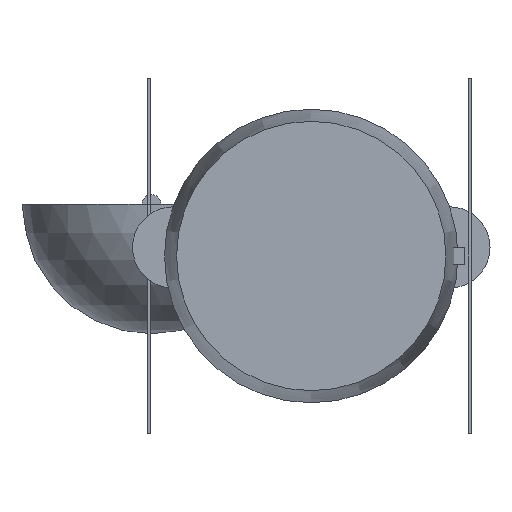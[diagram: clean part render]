
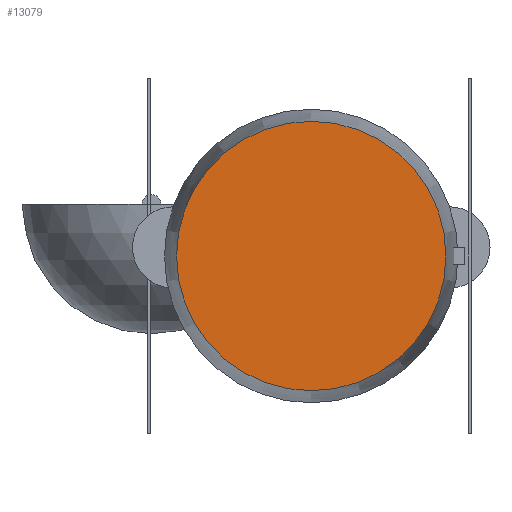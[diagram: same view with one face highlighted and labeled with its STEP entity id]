
A CAD part, left-side view. The second image highlights one B-rep face of the part: STEP entity #13079.
In plain terms, the highlighted planar face has unit normal (-1, 0, 0).
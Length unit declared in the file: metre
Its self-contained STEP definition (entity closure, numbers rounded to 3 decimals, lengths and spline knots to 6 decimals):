
#13001 = CONICAL_SURFACE('',#13002,1560.,0.067);
#13002 = AXIS2_PLACEMENT_3D('',#13003,#13004,#13005);
#13003 = CARTESIAN_POINT('',(-3873.,0.,0.));
#13004 = DIRECTION('',(1.,0.,0.));
#13005 = DIRECTION('',(0.,0.,-1.));
#13026 = VERTEX_POINT('',#13027);
#13027 = CARTESIAN_POINT('',(-3873.,0.,-1560.));
#13048 = EDGE_CURVE('',#13026,#13026,#13049,.T.);
#13049 = SURFACE_CURVE('',#13050,(#13055,#13062),.PCURVE_S1.);
#13050 = CIRCLE('',#13051,1560.);
#13051 = AXIS2_PLACEMENT_3D('',#13052,#13053,#13054);
#13052 = CARTESIAN_POINT('',(-3873.,0.,0.));
#13053 = DIRECTION('',(1.,-0.,0.));
#13054 = DIRECTION('',(0.,0.,-1.));
#13055 = PCURVE('',#13001,#13056);
#13056 = DEFINITIONAL_REPRESENTATION('',(#13057),#13061);
#13057 = LINE('',#13058,#13059);
#13058 = CARTESIAN_POINT('',(0.,0.));
#13059 = VECTOR('',#13060,1.);
#13060 = DIRECTION('',(1.,0.));
#13061 = ( GEOMETRIC_REPRESENTATION_CONTEXT(2) 
PARAMETRIC_REPRESENTATION_CONTEXT() REPRESENTATION_CONTEXT('2D SPACE',''
  ) );
#13062 = PCURVE('',#13063,#13068);
#13063 = PLANE('',#13064);
#13064 = AXIS2_PLACEMENT_3D('',#13065,#13066,#13067);
#13065 = CARTESIAN_POINT('',(-3873.,0.,0.));
#13066 = DIRECTION('',(1.,0.,0.));
#13067 = DIRECTION('',(0.,0.,-1.));
#13068 = DEFINITIONAL_REPRESENTATION('',(#13069),#13073);
#13069 = CIRCLE('',#13070,1560.);
#13070 = AXIS2_PLACEMENT_2D('',#13071,#13072);
#13071 = CARTESIAN_POINT('',(0.,0.));
#13072 = DIRECTION('',(1.,0.));
#13073 = ( GEOMETRIC_REPRESENTATION_CONTEXT(2) 
PARAMETRIC_REPRESENTATION_CONTEXT() REPRESENTATION_CONTEXT('2D SPACE',''
  ) );
#13079 = ADVANCED_FACE('',(#13080),#13063,.F.);
#13080 = FACE_BOUND('',#13081,.T.);
#13081 = EDGE_LOOP('',(#13082));
#13082 = ORIENTED_EDGE('',*,*,#13048,.F.);
